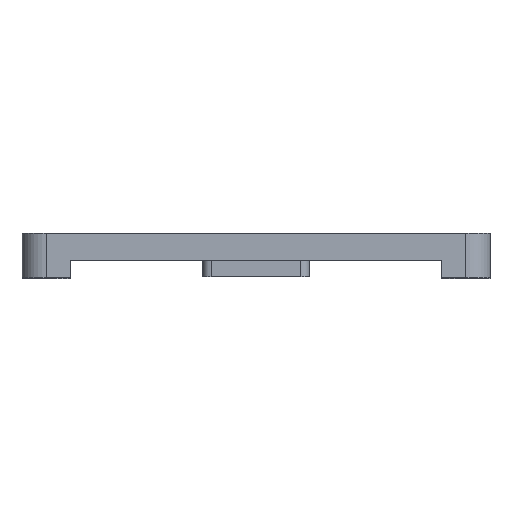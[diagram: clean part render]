
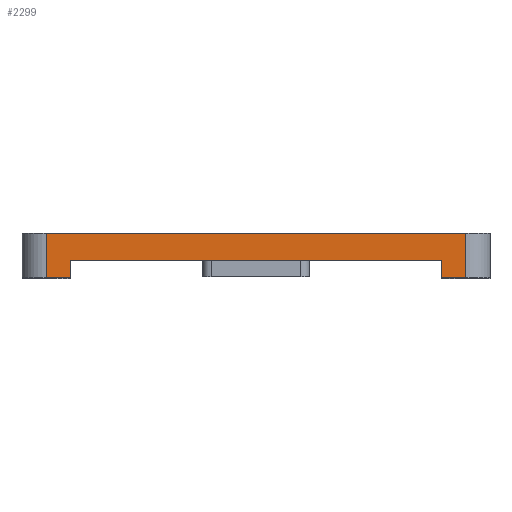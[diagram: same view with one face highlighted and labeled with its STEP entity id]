
A CAD part, top view. The second image highlights one B-rep face of the part: STEP entity #2299.
In plain terms, the highlighted planar face has unit normal (0, 0, 1).
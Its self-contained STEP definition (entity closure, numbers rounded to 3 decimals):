
#122=PLANE('',#2554);
#245=FACE_OUTER_BOUND('',#399,.T.);
#399=EDGE_LOOP('',(#2041,#2042,#2043,#2044,#2045,#2046,#2047,#2048));
#460=LINE('',#3372,#663);
#483=LINE('',#3465,#686);
#497=LINE('',#3511,#700);
#500=LINE('',#3518,#703);
#504=LINE('',#3531,#707);
#587=LINE('',#3734,#790);
#589=LINE('',#3742,#792);
#620=LINE('',#3897,#823);
#663=VECTOR('',#2686,10.);
#686=VECTOR('',#2757,10.);
#700=VECTOR('',#2803,10.);
#703=VECTOR('',#2808,10.);
#707=VECTOR('',#2822,10.);
#790=VECTOR('',#3027,10.);
#792=VECTOR('',#3037,10.);
#823=VECTOR('',#3234,10.);
#986=VERTEX_POINT('',#3369);
#987=VERTEX_POINT('',#3371);
#1032=VERTEX_POINT('',#3462);
#1033=VERTEX_POINT('',#3464);
#1049=VERTEX_POINT('',#3510);
#1051=VERTEX_POINT('',#3516);
#1052=VERTEX_POINT('',#3517);
#1056=VERTEX_POINT('',#3529);
#1219=EDGE_CURVE('',#986,#987,#460,.T.);
#1265=EDGE_CURVE('',#1033,#1032,#483,.T.);
#1287=EDGE_CURVE('',#987,#1049,#497,.T.);
#1290=EDGE_CURVE('',#1051,#1052,#500,.T.);
#1297=EDGE_CURVE('',#986,#1056,#504,.T.);
#1400=EDGE_CURVE('',#1033,#1056,#587,.T.);
#1404=EDGE_CURVE('',#1049,#1051,#589,.T.);
#1476=EDGE_CURVE('',#1052,#1032,#620,.T.);
#2041=ORIENTED_EDGE('',*,*,#1265,.T.);
#2042=ORIENTED_EDGE('',*,*,#1476,.F.);
#2043=ORIENTED_EDGE('',*,*,#1290,.F.);
#2044=ORIENTED_EDGE('',*,*,#1404,.F.);
#2045=ORIENTED_EDGE('',*,*,#1287,.F.);
#2046=ORIENTED_EDGE('',*,*,#1219,.F.);
#2047=ORIENTED_EDGE('',*,*,#1297,.T.);
#2048=ORIENTED_EDGE('',*,*,#1400,.F.);
#2299=ADVANCED_FACE('',(#245),#122,.T.);
#2554=AXIS2_PLACEMENT_3D('',#3896,#3232,#3233);
#2686=DIRECTION('',(-1.,0.,0.));
#2757=DIRECTION('',(0.,1.,0.));
#2803=DIRECTION('',(0.,-1.,0.));
#2808=DIRECTION('',(0.,1.,0.));
#2822=DIRECTION('',(0.,-1.,0.));
#3027=DIRECTION('',(-1.,0.,0.));
#3037=DIRECTION('',(-1.,0.,0.));
#3232=DIRECTION('center_axis',(0.,0.,1.));
#3233=DIRECTION('ref_axis',(1.,0.,0.));
#3234=DIRECTION('',(1.,0.,0.));
#3369=CARTESIAN_POINT('',(20.8,0.,26.2));
#3371=CARTESIAN_POINT('',(-20.8,0.,26.2));
#3372=CARTESIAN_POINT('',(23.5,0.,26.2));
#3462=CARTESIAN_POINT('',(23.5,3.,26.2));
#3464=CARTESIAN_POINT('',(23.5,-2.,26.2));
#3465=CARTESIAN_POINT('',(23.5,0.,26.2));
#3510=CARTESIAN_POINT('',(-20.8,-2.,26.2));
#3511=CARTESIAN_POINT('',(-20.8,0.,26.2));
#3516=CARTESIAN_POINT('',(-23.5,-2.,26.2));
#3517=CARTESIAN_POINT('',(-23.5,3.,26.2));
#3518=CARTESIAN_POINT('',(-23.5,0.,26.2));
#3529=CARTESIAN_POINT('',(20.8,-2.,26.2));
#3531=CARTESIAN_POINT('',(20.8,0.,26.2));
#3734=CARTESIAN_POINT('',(23.5,-2.,26.2));
#3742=CARTESIAN_POINT('',(23.5,-2.,26.2));
#3896=CARTESIAN_POINT('Origin',(-23.5,0.,26.2));
#3897=CARTESIAN_POINT('',(23.5,3.,26.2));
